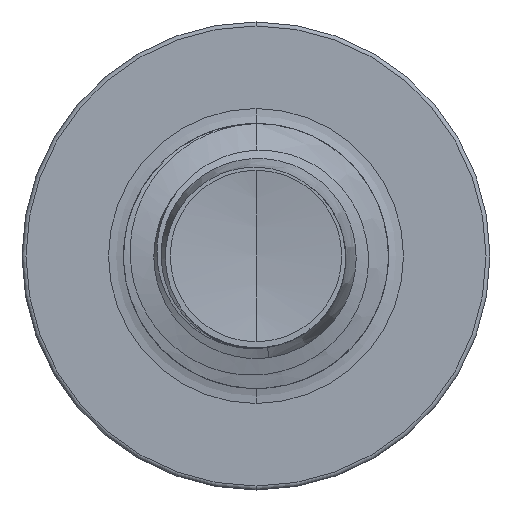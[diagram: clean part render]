
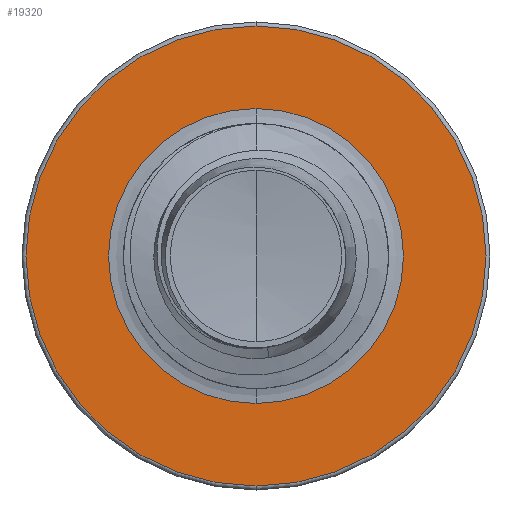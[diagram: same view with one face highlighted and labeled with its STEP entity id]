
A CAD part, front view. The second image highlights one B-rep face of the part: STEP entity #19320.
In plain terms, the highlighted planar face has unit normal (0, -1, 0).
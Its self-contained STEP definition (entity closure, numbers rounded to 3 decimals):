
#326 = EDGE_CURVE ( 'NONE', #27211, #34552, #31453, .T. ) ;
#800 = EDGE_CURVE ( 'NONE', #34552, #27211, #21419, .T. ) ;
#2940 = ORIENTED_EDGE ( 'NONE', *, *, #326, .T. ) ;
#3716 = CARTESIAN_POINT ( 'NONE',  ( 0., 14., -1.67 ) ) ;
#5076 = DIRECTION ( 'NONE',  ( 0., 0., 1. ) ) ;
#5125 = DIRECTION ( 'NONE',  ( 0., 1., 0. ) ) ;
#5134 = CARTESIAN_POINT ( 'NONE',  ( 0., 14., 0. ) ) ;
#7059 = ORIENTED_EDGE ( 'NONE', *, *, #18654, .F. ) ;
#7643 = AXIS2_PLACEMENT_3D ( 'NONE', #15767, #10493, #30060 ) ;
#7644 = DIRECTION ( 'NONE',  ( 0., 1., 0. ) ) ;
#8049 = CIRCLE ( 'NONE', #34578, 2.605 ) ;
#8263 = DIRECTION ( 'NONE',  ( 0., 0., 1. ) ) ;
#8272 = DIRECTION ( 'NONE',  ( 0., 1., 0. ) ) ;
#8314 = CARTESIAN_POINT ( 'NONE',  ( 0., 14., 0. ) ) ;
#9282 = DIRECTION ( 'NONE',  ( 0., 1., 0. ) ) ;
#9810 = AXIS2_PLACEMENT_3D ( 'NONE', #8314, #8272, #8263 ) ;
#10493 = DIRECTION ( 'NONE',  ( 0., 1., 0. ) ) ;
#13558 = AXIS2_PLACEMENT_3D ( 'NONE', #5134, #5125, #5076 ) ;
#13578 = VERTEX_POINT ( 'NONE', #20330 ) ;
#13747 = FACE_OUTER_BOUND ( 'NONE', #32920, .T. ) ;
#15371 = CARTESIAN_POINT ( 'NONE',  ( 0., 14., 2.605 ) ) ;
#15767 = CARTESIAN_POINT ( 'NONE',  ( 0., 14., -1.67 ) ) ;
#15811 = CARTESIAN_POINT ( 'NONE',  ( 0., 14., 1.67 ) ) ;
#17752 = AXIS2_PLACEMENT_3D ( 'NONE', #26041, #9282, #28839 ) ;
#18076 = EDGE_LOOP ( 'NONE', ( #2940, #30199 ) ) ;
#18654 = EDGE_CURVE ( 'NONE', #13578, #25474, #22986, .T. ) ;
#19273 = EDGE_CURVE ( 'NONE', #25474, #13578, #8049, .T. ) ;
#19320 = ADVANCED_FACE ( 'NONE', ( #13747, #28617 ), #21651, .F. ) ;
#20330 = CARTESIAN_POINT ( 'NONE',  ( 0., 14., -2.605 ) ) ;
#21419 = CIRCLE ( 'NONE', #13558, 1.67 ) ;
#21651 = PLANE ( 'NONE',  #7643 ) ;
#22986 = CIRCLE ( 'NONE', #17752, 2.605 ) ;
#24454 = CARTESIAN_POINT ( 'NONE',  ( 0., 14., 0. ) ) ;
#25474 = VERTEX_POINT ( 'NONE', #15371 ) ;
#26041 = CARTESIAN_POINT ( 'NONE',  ( 0., 14., 0. ) ) ;
#27211 = VERTEX_POINT ( 'NONE', #15811 ) ;
#27242 = DIRECTION ( 'NONE',  ( 0., 0., 1. ) ) ;
#27526 = ORIENTED_EDGE ( 'NONE', *, *, #19273, .F. ) ;
#28617 = FACE_BOUND ( 'NONE', #18076, .T. ) ;
#28839 = DIRECTION ( 'NONE',  ( 0., 0., 1. ) ) ;
#30060 = DIRECTION ( 'NONE',  ( 0., 0., 1. ) ) ;
#30199 = ORIENTED_EDGE ( 'NONE', *, *, #800, .T. ) ;
#31453 = CIRCLE ( 'NONE', #9810, 1.67 ) ;
#32920 = EDGE_LOOP ( 'NONE', ( #27526, #7059 ) ) ;
#34552 = VERTEX_POINT ( 'NONE', #3716 ) ;
#34578 = AXIS2_PLACEMENT_3D ( 'NONE', #24454, #7644, #27242 ) ;
